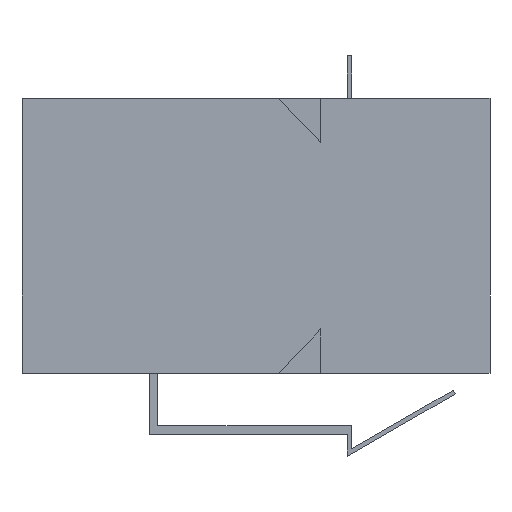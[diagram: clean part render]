
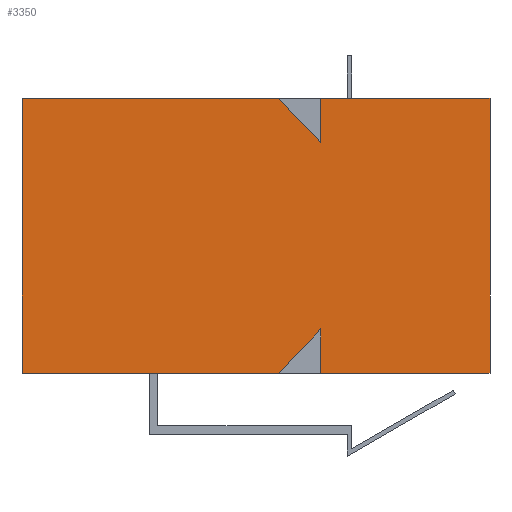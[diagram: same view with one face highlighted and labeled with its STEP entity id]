
A CAD part, left-side view. The second image highlights one B-rep face of the part: STEP entity #3350.
In plain terms, the highlighted face is planar.
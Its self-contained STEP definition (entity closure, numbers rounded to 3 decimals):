
#2270=CARTESIAN_POINT('',(19.92,12.47,0.01));
#2280=VERTEX_POINT('',#2270);
#2450=CARTESIAN_POINT('',(22.42,9.87,0.01));
#2460=VERTEX_POINT('',#2450);
#2490=CARTESIAN_POINT('',(31.91,0.,0.01));
#2500=DIRECTION('',(-0.693,0.721,0.));
#2510=VECTOR('',#2500,1.);
#2520=LINE('',#2490,#2510);
#2530=EDGE_CURVE('',#2460,#2280,#2520,.T.);
#2650=CARTESIAN_POINT('',(48.06,27.68,0.01));
#2660=DIRECTION('',(-0.,0.,1.));
#2670=DIRECTION('',(0.,-1.,0.));
#2680=AXIS2_PLACEMENT_3D('',#2650,#2660,#2670);
#2690=PLANE('',#2680);
#2700=CARTESIAN_POINT('',(19.92,0.,0.01));
#2710=DIRECTION('',(0.,-1.,0.));
#2720=VECTOR('',#2710,1.);
#2730=LINE('',#2700,#2720);
#2740=CARTESIAN_POINT('',(19.92,9.87,0.01));
#2750=VERTEX_POINT('',#2740);
#2760=EDGE_CURVE('',#2280,#2750,#2730,.T.);
#2770=ORIENTED_EDGE('',*,*,#2760,.T.);
#2780=ORIENTED_EDGE('',*,*,#2530,.T.);
#2790=CARTESIAN_POINT('',(0.,9.87,0.01));
#2800=DIRECTION('',(-1.,0.,0.));
#2810=VECTOR('',#2800,1.);
#2820=LINE('',#2790,#2810);
#2830=CARTESIAN_POINT('',(37.46,9.87,0.01));
#2840=VERTEX_POINT('',#2830);
#2850=EDGE_CURVE('',#2840,#2460,#2820,.T.);
#2860=ORIENTED_EDGE('',*,*,#2850,.T.);
#2870=CARTESIAN_POINT('',(37.46,0.,0.01));
#2880=DIRECTION('',(0.,-1.,0.));
#2890=VECTOR('',#2880,1.);
#2900=LINE('',#2870,#2890);
#2910=CARTESIAN_POINT('',(37.46,26.,0.01));
#2920=VERTEX_POINT('',#2910);
#2930=EDGE_CURVE('',#2920,#2840,#2900,.T.);
#2940=ORIENTED_EDGE('',*,*,#2930,.T.);
#2950=CARTESIAN_POINT('',(0.,26.,0.01));
#2960=DIRECTION('',(1.,0.,0.));
#2970=VECTOR('',#2960,1.);
#2980=LINE('',#2950,#2970);
#2990=CARTESIAN_POINT('',(22.42,26.,0.01));
#3000=VERTEX_POINT('',#2990);
#3010=EDGE_CURVE('',#3000,#2920,#2980,.T.);
#3020=ORIENTED_EDGE('',*,*,#3010,.T.);
#3030=CARTESIAN_POINT('',(-2.58,0.,0.01));
#3040=DIRECTION('',(0.693,0.721,0.));
#3050=VECTOR('',#3040,1.);
#3060=LINE('',#3030,#3050);
#3070=CARTESIAN_POINT('',(19.92,23.4,0.01));
#3080=VERTEX_POINT('',#3070);
#3090=EDGE_CURVE('',#3080,#3000,#3060,.T.);
#3100=ORIENTED_EDGE('',*,*,#3090,.T.);
#3110=CARTESIAN_POINT('',(19.92,0.,0.01));
#3120=DIRECTION('',(0.,-1.,0.));
#3130=VECTOR('',#3120,1.);
#3140=LINE('',#3110,#3130);
#3150=CARTESIAN_POINT('',(19.92,26.,0.01));
#3160=VERTEX_POINT('',#3150);
#3170=EDGE_CURVE('',#3160,#3080,#3140,.T.);
#3180=ORIENTED_EDGE('',*,*,#3170,.T.);
#3190=CARTESIAN_POINT('',(10.,26.,0.01));
#3200=VERTEX_POINT('',#3190);
#3210=EDGE_CURVE('',#3200,#3160,#2980,.T.);
#3220=ORIENTED_EDGE('',*,*,#3210,.T.);
#3230=CARTESIAN_POINT('',(10.,0.,0.01));
#3240=DIRECTION('',(0.,1.,0.));
#3250=VECTOR('',#3240,1.);
#3260=LINE('',#3230,#3250);
#3270=CARTESIAN_POINT('',(10.,9.87,0.01));
#3280=VERTEX_POINT('',#3270);
#3290=EDGE_CURVE('',#3280,#3200,#3260,.T.);
#3300=ORIENTED_EDGE('',*,*,#3290,.T.);
#3310=EDGE_CURVE('',#2750,#3280,#2820,.T.);
#3320=ORIENTED_EDGE('',*,*,#3310,.T.);
#3330=EDGE_LOOP('',(#3320,#3300,#3220,#3180,#3100,#3020,#2940,#2860,
#2780,#2770));
#3340=FACE_OUTER_BOUND('',#3330,.T.);
#3350=ADVANCED_FACE('',(#3340),#2690,.F.);
